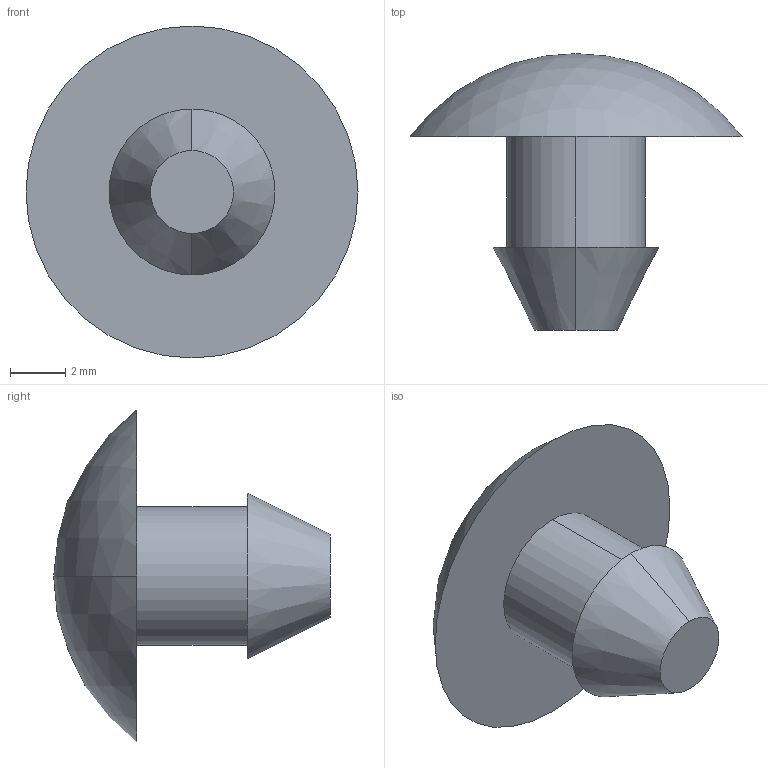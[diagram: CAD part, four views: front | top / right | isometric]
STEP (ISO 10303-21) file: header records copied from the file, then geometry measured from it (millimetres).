
FILE_DESCRIPTION (( 'STEP AP203' ), '1' );
FILE_NAME ('C-30-CS-4.STEP', '2006-06-08T00:01:00', ( ' ' ), ( ' ' ), 'SwSTEP 2.0', 'SolidWorks 2005204', '' );
FILE_SCHEMA (( 'CONFIG_CONTROL_DESIGN' ));
Length unit declared in the file: millimetre
Products named in the file (1): C-30-CS-4
Bounding box: 12 x 10 x 12 mm (x, y, z)
Volume: 311.8 mm3; surface area: 360.8 mm2
Topology: 1 solids, 1 shells, 9 faces, 16 edges, 11 vertices
Faces by surface type: plane 3, cylinder 2, sphere 2, cone 2
Entity records: 307 total; most frequent: DIRECTION 48, CARTESIAN_POINT 37, ORIENTED_EDGE 32, AXIS2_PLACEMENT_3D 22, EDGE_CURVE 16, CIRCLE 12, VERTEX_POINT 11, EDGE_LOOP 11
